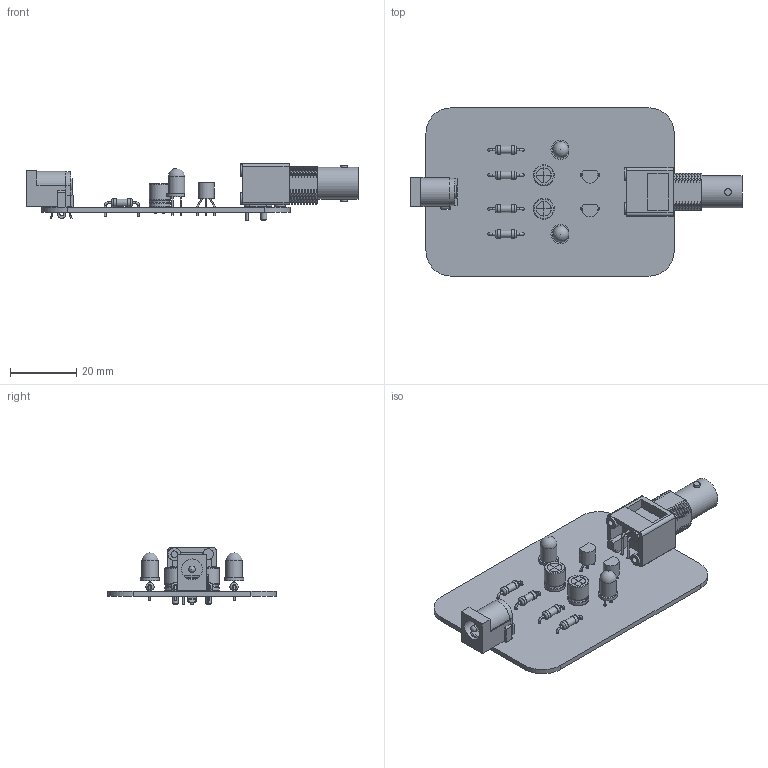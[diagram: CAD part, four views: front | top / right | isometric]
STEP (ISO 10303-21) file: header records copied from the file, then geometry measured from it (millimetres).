
FILE_DESCRIPTION(('KiCad electronic assembly'),'2;1');
FILE_NAME('7L_LED_Flasher.step','2026-02-09T13:00:37',('Pcbnew'),( 'Kicad'),'Open CASCADE STEP processor 7.9','KiCad to STEP converter' ,'Unknown');
FILE_SCHEMA(('AUTOMOTIVE_DESIGN { 1 0 10303 214 1 1 1 1 }'));
Length unit declared in the file: millimetre
Products named in the file (8): 7L_LED_Flasher 1; TO-92_Inline_Wide; C_Radial_D6.3mm_H7.0mm_P2.50mm; R_Axial_DIN0207_L6.3mm_D2.5mm_P10.16mm_Horizontal; LED_D5.0mm_Clear; BarrelJack_GCT_DCJ200-10-A_Horizontal; BNC_Amphenol_B6252HB-NPP3G-50_Horizontal; 7L_LED_Flasher_PCB
Assembly tree (13 placements, depth 2):
  7L_LED_Flasher 1
    TO-92_Inline_Wide  x2
    C_Radial_D6.3mm_H7.0mm_P2.50mm  x2
    R_Axial_DIN0207_L6.3mm_D2.5mm_P10.16mm_Horizontal  x4
    LED_D5.0mm_Clear  x2
    BarrelJack_GCT_DCJ200-10-A_Horizontal
    BNC_Amphenol_B6252HB-NPP3G-50_Horizontal
    7L_LED_Flasher_PCB
Bounding box: 100.21 x 50.8 x 17.2 mm (x, y, z)
Volume: 10734.7 mm3; surface area: 13409.5 mm2
Topology: 13 solids, 15 shells, 614 faces, 1481 edges, 946 vertices
Faces by surface type: plane 290, cylinder 168, bspline 123, torus 20, cone 6, revolution 4, sphere 3
Full cylindrical faces by diameter (mm): 0.6 x20, 0.67 x4, 0.813 x22, 0.889 x2, 1.2 x1, 1.3 x1, 1.6 x1, 1.8 x2, 2 x5, 2.01 x2, 2.25 x4, 2.5 x10, 3.2 x3, 3.5 x1, 3.8 x1, 4.4 x1, 4.41 x6, 4.9 x2, 6.3 x5, 8.25 x1, 9.65 x1
Entity records: 22623 total; most frequent: CARTESIAN_POINT 8540, ORIENTED_EDGE 2462, DIRECTION 1875, EDGE_CURVE 1229, VERTEX_POINT 789, AXIS2_PLACEMENT_3D 645, FACE_BOUND 584, EDGE_LOOP 584
